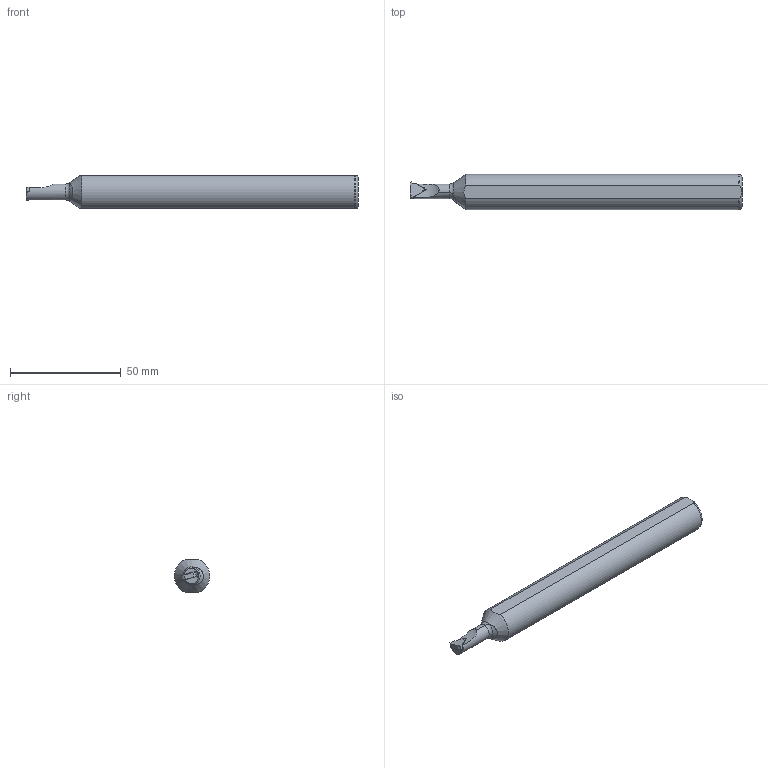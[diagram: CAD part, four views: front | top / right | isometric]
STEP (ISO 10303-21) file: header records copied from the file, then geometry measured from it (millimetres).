
FILE_DESCRIPTION(/* description */ (''),/* implementation_level */ '2;1');
FILE_NAME(/* name */ 'SIL-S16x07M-08.stp',/* time_stamp */ '2023-10-20T08:48:47+03:00',/* author */ (''),/* organization */ (''),/* preprocessor_version */ 'ST-DEVELOPER v19.4',/* originating_system */ 'SIEMENS PLM Software NX2306.3001',/* authorisation */ '');
FILE_SCHEMA (('AUTOMOTIVE_DESIGN { 1 0 10303 214 3 1 1 1 }'));
Length unit declared in the file: millimetre
Products named in the file (1): model2
Bounding box: 150 x 16 x 14.8 mm (x, y, z)
Volume: 25733.8 mm3; surface area: 7203.2 mm2
Topology: 2 solids, 2 shells, 45 faces, 118 edges, 77 vertices
Faces by surface type: plane 24, cylinder 12, cone 4, torus 3, revolution 1, bspline 1
Entity records: 2189 total; most frequent: CARTESIAN_POINT 785, ORIENTED_EDGE 228, DIRECTION 203, EDGE_CURVE 114, VERTEX_POINT 75, AXIS2_PLACEMENT_3D 71, LINE 60, VECTOR 60
